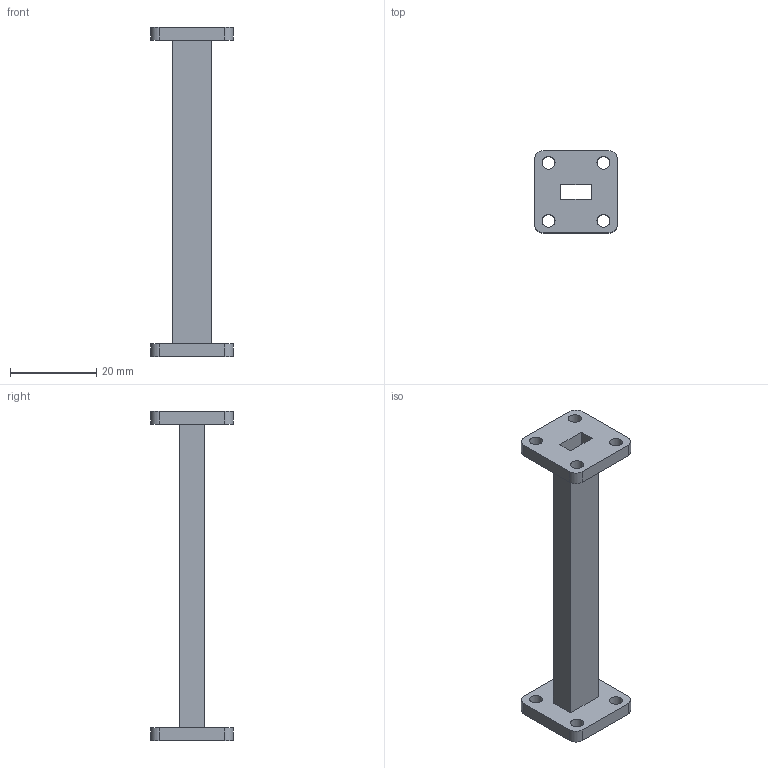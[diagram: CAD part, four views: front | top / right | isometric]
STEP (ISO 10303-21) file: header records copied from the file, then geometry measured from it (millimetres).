
FILE_DESCRIPTION (( 'STEP AP203' ), '1' );
FILE_NAME ('PEW28S010-3_3D.step', '2020-12-22T16:14:58', ( '' ), ( '' ), 'SwSTEP 2.0', 'SolidWorks 2018', '' );
FILE_SCHEMA (( 'CONFIG_CONTROL_DESIGN' ));
Length unit declared in the file: inch
Products named in the file (1): PEW28S010-3_3D
Bounding box: 19.05 x 19.05 x 76.2 mm (x, y, z)
Volume: 3647 mm3; surface area: 5529 mm2
Topology: 1 solids, 1 shells, 36 faces, 96 edges, 64 vertices
Faces by surface type: plane 20, cylinder 16
Full cylindrical faces by diameter (mm): 3 x8
Entity records: 1207 total; most frequent: DIRECTION 194, CARTESIAN_POINT 189, ORIENTED_EDGE 176, EDGE_CURVE 88, AXIS2_PLACEMENT_3D 69, EDGE_LOOP 64, VERTEX_POINT 64, VECTOR 56
